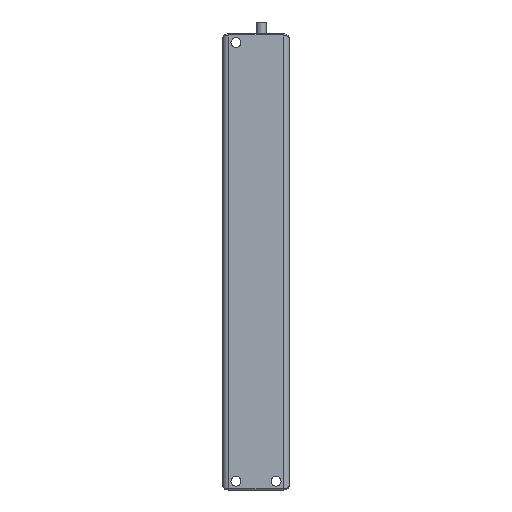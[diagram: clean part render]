
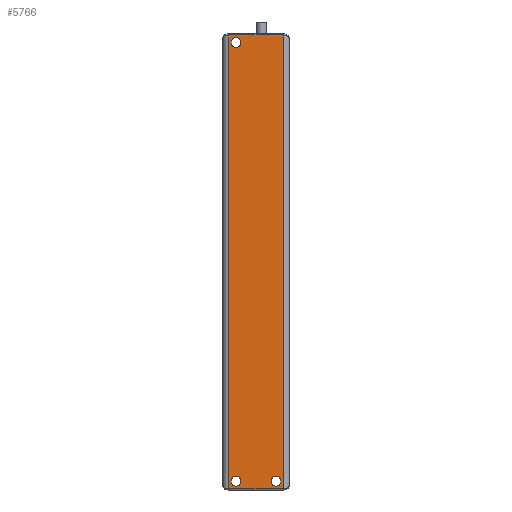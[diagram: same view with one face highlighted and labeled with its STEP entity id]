
A CAD part, front view. The second image highlights one B-rep face of the part: STEP entity #5766.
In plain terms, the highlighted planar face has unit normal (0, -1, 0).
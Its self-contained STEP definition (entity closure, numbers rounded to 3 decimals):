
#19=DIRECTION('',(0.,0.,1.));
#20=VECTOR('',#19,203.251);
#21=CARTESIAN_POINT('',(27.178,0.,-12.725));
#22=LINE('',#21,#20);
#62=DIRECTION('',(1.,0.,0.));
#63=VECTOR('',#62,24.384);
#64=CARTESIAN_POINT('',(2.794,0.,190.525));
#65=LINE('',#64,#63);
#66=CARTESIAN_POINT('',(5.994,0.,187.096));
#67=DIRECTION('',(0.,-1.,0.));
#68=DIRECTION('',(1.,0.,0.));
#69=AXIS2_PLACEMENT_3D('',#66,#67,#68);
#71=CARTESIAN_POINT('',(5.994,0.,187.096));
#72=DIRECTION('',(0.,-1.,0.));
#73=DIRECTION('',(-1.,0.,0.));
#74=AXIS2_PLACEMENT_3D('',#71,#72,#73);
#76=CARTESIAN_POINT('',(5.994,0.,-9.296));
#77=DIRECTION('',(0.,-1.,0.));
#78=DIRECTION('',(-1.,0.,0.));
#79=AXIS2_PLACEMENT_3D('',#76,#77,#78);
#81=CARTESIAN_POINT('',(5.994,0.,-9.296));
#82=DIRECTION('',(0.,-1.,0.));
#83=DIRECTION('',(1.,0.,0.));
#84=AXIS2_PLACEMENT_3D('',#81,#82,#83);
#86=CARTESIAN_POINT('',(23.978,0.,-9.296));
#87=DIRECTION('',(0.,-1.,0.));
#88=DIRECTION('',(-1.,0.,0.));
#89=AXIS2_PLACEMENT_3D('',#86,#87,#88);
#91=CARTESIAN_POINT('',(23.978,0.,-9.296));
#92=DIRECTION('',(0.,-1.,0.));
#93=DIRECTION('',(1.,0.,0.));
#94=AXIS2_PLACEMENT_3D('',#91,#92,#93);
#135=DIRECTION('',(0.,0.,-1.));
#136=VECTOR('',#135,203.251);
#137=CARTESIAN_POINT('',(2.794,0.,190.525));
#138=LINE('',#137,#136);
#3203=DIRECTION('',(1.,0.,0.));
#3204=VECTOR('',#3203,24.384);
#3205=CARTESIAN_POINT('',(2.794,0.,-12.725));
#3206=LINE('',#3205,#3204);
#4968=CARTESIAN_POINT('',(21.755,0.,-9.296));
#4969=CARTESIAN_POINT('',(26.2,0.,-9.296));
#4970=VERTEX_POINT('',#4968);
#4971=VERTEX_POINT('',#4969);
#4984=CARTESIAN_POINT('',(3.772,0.,-9.296));
#4985=CARTESIAN_POINT('',(8.217,0.,-9.296));
#4986=VERTEX_POINT('',#4984);
#4987=VERTEX_POINT('',#4985);
#4995=CARTESIAN_POINT('',(27.178,0.,-12.725));
#4996=VERTEX_POINT('',#4995);
#4999=CARTESIAN_POINT('',(2.794,0.,-12.725));
#5000=VERTEX_POINT('',#4999);
#5131=CARTESIAN_POINT('',(8.217,0.,187.096));
#5132=CARTESIAN_POINT('',(3.772,0.,187.096));
#5133=VERTEX_POINT('',#5131);
#5134=VERTEX_POINT('',#5132);
#5156=CARTESIAN_POINT('',(27.178,0.,190.525));
#5157=VERTEX_POINT('',#5156);
#5160=CARTESIAN_POINT('',(2.794,0.,190.525));
#5161=VERTEX_POINT('',#5160);
#5734=CARTESIAN_POINT('',(0.,0.,0.));
#5735=DIRECTION('',(0.,-1.,0.));
#5736=DIRECTION('',(1.,0.,0.));
#5737=AXIS2_PLACEMENT_3D('',#5734,#5735,#5736);
#5738=PLANE('',#5737);
#5740=ORIENTED_EDGE('',*,*,#5739,.F.);
#5742=ORIENTED_EDGE('',*,*,#5741,.T.);
#5743=ORIENTED_EDGE('',*,*,#5720,.F.);
#5745=ORIENTED_EDGE('',*,*,#5744,.F.);
#5746=EDGE_LOOP('',(#5740,#5742,#5743,#5745));
#5747=FACE_OUTER_BOUND('',#5746,.F.);
#5749=ORIENTED_EDGE('',*,*,#5748,.T.);
#5751=ORIENTED_EDGE('',*,*,#5750,.T.);
#5752=EDGE_LOOP('',(#5749,#5751));
#5753=FACE_BOUND('',#5752,.F.);
#5755=ORIENTED_EDGE('',*,*,#5754,.T.);
#5757=ORIENTED_EDGE('',*,*,#5756,.T.);
#5758=EDGE_LOOP('',(#5755,#5757));
#5759=FACE_BOUND('',#5758,.F.);
#5761=ORIENTED_EDGE('',*,*,#5760,.T.);
#5763=ORIENTED_EDGE('',*,*,#5762,.T.);
#5764=EDGE_LOOP('',(#5761,#5763));
#5765=FACE_BOUND('',#5764,.F.);
#5766=ADVANCED_FACE('',(#5747,#5753,#5759,#5765),#5738,.T.);
#70=CIRCLE('',#69,2.223);
#75=CIRCLE('',#74,2.223);
#80=CIRCLE('',#79,2.223);
#85=CIRCLE('',#84,2.223);
#90=CIRCLE('',#89,2.223);
#95=CIRCLE('',#94,2.223);
#5720=EDGE_CURVE('',#4996,#5157,#22,.T.);
#5739=EDGE_CURVE('',#5161,#5000,#138,.T.);
#5741=EDGE_CURVE('',#5161,#5157,#65,.T.);
#5744=EDGE_CURVE('',#5000,#4996,#3206,.T.);
#5748=EDGE_CURVE('',#5133,#5134,#70,.T.);
#5750=EDGE_CURVE('',#5134,#5133,#75,.T.);
#5754=EDGE_CURVE('',#4986,#4987,#80,.T.);
#5756=EDGE_CURVE('',#4987,#4986,#85,.T.);
#5760=EDGE_CURVE('',#4970,#4971,#90,.T.);
#5762=EDGE_CURVE('',#4971,#4970,#95,.T.);
